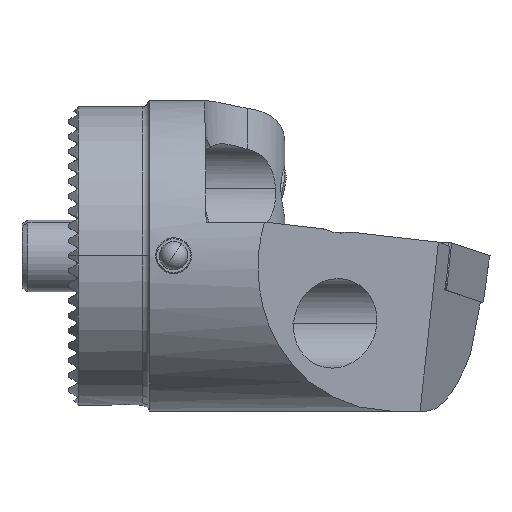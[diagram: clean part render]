
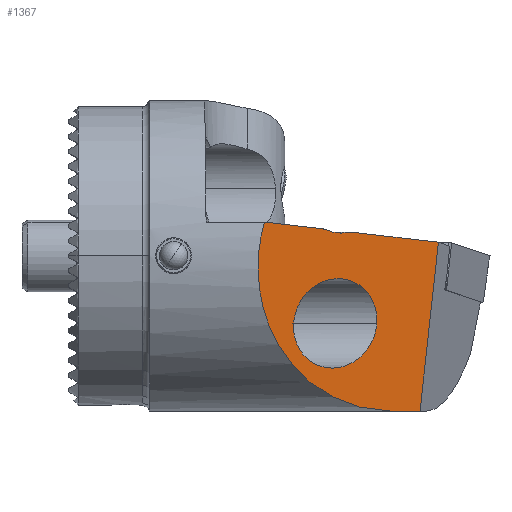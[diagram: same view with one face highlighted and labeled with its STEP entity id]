
A CAD part, top view. The second image highlights one B-rep face of the part: STEP entity #1367.
In plain terms, the highlighted planar face has unit normal (0.732, -0.051, 0.68).
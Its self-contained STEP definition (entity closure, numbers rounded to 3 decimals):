
#54 =( BOUNDED_CURVE ( )  B_SPLINE_CURVE ( 3, ( #1778, #10481, #5622, #11746 ),
 .UNSPECIFIED., .F., .F. ) 
 B_SPLINE_CURVE_WITH_KNOTS ( ( 4, 4 ),
 ( 4.211, 4.854 ),
 .UNSPECIFIED. ) 
 CURVE ( )  GEOMETRIC_REPRESENTATION_ITEM ( )  RATIONAL_B_SPLINE_CURVE ( ( 1., 0.966, 0.966, 1. ) ) 
 REPRESENTATION_ITEM ( '' )  );
#555 =( BOUNDED_CURVE ( )  B_SPLINE_CURVE ( 3, ( #8689, #13590, #6061, #16089 ),
 .UNSPECIFIED., .F., .T. ) 
 B_SPLINE_CURVE_WITH_KNOTS ( ( 4, 4 ),
 ( 1.646, 3.435 ),
 .UNSPECIFIED. ) 
 CURVE ( )  GEOMETRIC_REPRESENTATION_ITEM ( )  RATIONAL_B_SPLINE_CURVE ( ( 1., 0.751, 0.751, 1. ) ) 
 REPRESENTATION_ITEM ( '' )  );
#721 = DIRECTION ( 'NONE',  ( 0.108, 0.993, -0.042 ) ) ;
#744 = ORIENTED_EDGE ( 'NONE', *, *, #12035, .T. ) ;
#781 = VERTEX_POINT ( 'NONE', #2402 ) ;
#1367 = ADVANCED_FACE ( 'NONE', ( #9053, #14011 ), #10606, .F. ) ;
#1652 = VECTOR ( 'NONE', #2733, 1000. ) ;
#1778 = CARTESIAN_POINT ( 'NONE',  ( 21.149, 2.243, 7.208 ) ) ;
#1791 = CARTESIAN_POINT ( 'NONE',  ( 30.682, 1.155, -3.138 ) ) ;
#1970 = EDGE_CURVE ( 'NONE', #13576, #781, #15485, .T. ) ;
#2134 = CARTESIAN_POINT ( 'NONE',  ( 18.031, -13.157, 9.407 ) ) ;
#2254 = CARTESIAN_POINT ( 'NONE',  ( 21.149, 2.243, 7.208 ) ) ;
#2402 = CARTESIAN_POINT ( 'NONE',  ( 25.521, -5.657, 1.907 ) ) ;
#2733 = DIRECTION ( 'NONE',  ( -0.681, 0., 0.733 ) ) ;
#3183 = EDGE_CURVE ( 'NONE', #4927, #15323, #7813, .T. ) ;
#3350 = DIRECTION ( 'NONE',  ( -0.676, 0.077, 0.733 ) ) ;
#3920 = EDGE_LOOP ( 'NONE', ( #11912, #8088 ) ) ;
#4230 = EDGE_CURVE ( 'NONE', #6988, #8980, #5585, .T. ) ;
#4428 = VECTOR ( 'NONE', #3350, 1000. ) ;
#4583 = EDGE_CURVE ( 'NONE', #8980, #8450, #555, .T. ) ;
#4927 = VERTEX_POINT ( 'NONE', #1791 ) ;
#5046 = CARTESIAN_POINT ( 'NONE',  ( 18.555, -5.657, 9.407 ) ) ;
#5498 = ORIENTED_EDGE ( 'NONE', *, *, #16234, .T. ) ;
#5585 = LINE ( 'NONE', #12637, #1652 ) ;
#5586 = CARTESIAN_POINT ( 'NONE',  ( 16.097, 2.819, 12.691 ) ) ;
#5622 = CARTESIAN_POINT ( 'NONE',  ( 22.568, 1.819, 5.649 ) ) ;
#5794 = ORIENTED_EDGE ( 'NONE', *, *, #4230, .F. ) ;
#5860 = VERTEX_POINT ( 'NONE', #2254 ) ;
#6046 = CARTESIAN_POINT ( 'NONE',  ( 25.521, -5.657, 1.907 ) ) ;
#6061 = CARTESIAN_POINT ( 'NONE',  ( 13.669, -5.974, 14.644 ) ) ;
#6277 = CARTESIAN_POINT ( 'NONE',  ( 18.555, -5.657, 9.407 ) ) ;
#6416 = LINE ( 'NONE', #15558, #8608 ) ;
#6644 = DIRECTION ( 'NONE',  ( -0.681, 0., 0.733 ) ) ;
#6988 = VERTEX_POINT ( 'NONE', #9989 ) ;
#6998 = CARTESIAN_POINT ( 'NONE',  ( 18.555, -5.657, 9.407 ) ) ;
#7035 = AXIS2_PLACEMENT_3D ( 'NONE', #10385, #8082, #6644 ) ;
#7665 = EDGE_CURVE ( 'NONE', #5860, #15323, #54, .T. ) ;
#7813 = LINE ( 'NONE', #9656, #4428 ) ;
#8082 = DIRECTION ( 'NONE',  ( -0.732, 0.051, -0.68 ) ) ;
#8088 = ORIENTED_EDGE ( 'NONE', *, *, #1970, .F. ) ;
#8285 = CARTESIAN_POINT ( 'NONE',  ( 24.997, -13.157, 1.907 ) ) ;
#8450 = VERTEX_POINT ( 'NONE', #5586 ) ;
#8595 = EDGE_CURVE ( 'NONE', #781, #13576, #15279, .T. ) ;
#8608 = VECTOR ( 'NONE', #14436, 1000. ) ;
#8689 = CARTESIAN_POINT ( 'NONE',  ( 26.779, -13., 0. ) ) ;
#8980 = VERTEX_POINT ( 'NONE', #12268 ) ;
#9053 = FACE_BOUND ( 'NONE', #3920, .T. ) ;
#9656 = CARTESIAN_POINT ( 'NONE',  ( 31.437, 1.069, -3.958 ) ) ;
#9989 = CARTESIAN_POINT ( 'NONE',  ( 29.14, -13., -2.543 ) ) ;
#10385 = CARTESIAN_POINT ( 'NONE',  ( 30.682, 1.155, -3.138 ) ) ;
#10481 = CARTESIAN_POINT ( 'NONE',  ( 21.817, 1.904, 6.463 ) ) ;
#10606 = PLANE ( 'NONE',  #7035 ) ;
#10781 = CARTESIAN_POINT ( 'NONE',  ( 23.322, 1.995, 4.849 ) ) ;
#10812 = CARTESIAN_POINT ( 'NONE',  ( 30.682, 1.155, -3.138 ) ) ;
#11129 = ORIENTED_EDGE ( 'NONE', *, *, #3183, .T. ) ;
#11178 = CARTESIAN_POINT ( 'NONE',  ( 19.079, 1.843, 9.407 ) ) ;
#11236 = CARTESIAN_POINT ( 'NONE',  ( 26.044, 1.843, 1.907 ) ) ;
#11746 = CARTESIAN_POINT ( 'NONE',  ( 23.322, 1.995, 4.849 ) ) ;
#11912 = ORIENTED_EDGE ( 'NONE', *, *, #8595, .F. ) ;
#12035 = EDGE_CURVE ( 'NONE', #6988, #4927, #13428, .T. ) ;
#12268 = CARTESIAN_POINT ( 'NONE',  ( 26.779, -13., 0. ) ) ;
#12637 = CARTESIAN_POINT ( 'NONE',  ( 30.151, -13., -3.631 ) ) ;
#13018 = VECTOR ( 'NONE', #721, 1000. ) ;
#13357 = CARTESIAN_POINT ( 'NONE',  ( 25.521, -5.657, 1.907 ) ) ;
#13428 = LINE ( 'NONE', #10812, #13018 ) ;
#13576 = VERTEX_POINT ( 'NONE', #5046 ) ;
#13590 = CARTESIAN_POINT ( 'NONE',  ( 18.413, -13., 9.007 ) ) ;
#14011 = FACE_OUTER_BOUND ( 'NONE', #16300, .T. ) ;
#14163 = ORIENTED_EDGE ( 'NONE', *, *, #4583, .F. ) ;
#14378 = ORIENTED_EDGE ( 'NONE', *, *, #7665, .F. ) ;
#14436 = DIRECTION ( 'NONE',  ( -0.676, 0.077, 0.733 ) ) ;
#15279 =( BOUNDED_CURVE ( )  B_SPLINE_CURVE ( 3, ( #6046, #11236, #11178, #6277 ),
 .UNSPECIFIED., .F., .T. ) 
 B_SPLINE_CURVE_WITH_KNOTS ( ( 4, 4 ),
 ( 6.208, 9.35 ),
 .UNSPECIFIED. ) 
 CURVE ( )  GEOMETRIC_REPRESENTATION_ITEM ( )  RATIONAL_B_SPLINE_CURVE ( ( 1., 0.333, 0.333, 1. ) ) 
 REPRESENTATION_ITEM ( '' )  );
#15323 = VERTEX_POINT ( 'NONE', #10781 ) ;
#15485 =( BOUNDED_CURVE ( )  B_SPLINE_CURVE ( 3, ( #6998, #2134, #8285, #13357 ),
 .UNSPECIFIED., .F., .T. ) 
 B_SPLINE_CURVE_WITH_KNOTS ( ( 4, 4 ),
 ( 3.067, 6.208 ),
 .UNSPECIFIED. ) 
 CURVE ( )  GEOMETRIC_REPRESENTATION_ITEM ( )  RATIONAL_B_SPLINE_CURVE ( ( 1., 0.333, 0.333, 1. ) ) 
 REPRESENTATION_ITEM ( '' )  );
#15558 = CARTESIAN_POINT ( 'NONE',  ( 31.437, 1.069, -3.958 ) ) ;
#16089 = CARTESIAN_POINT ( 'NONE',  ( 16.097, 2.819, 12.691 ) ) ;
#16234 = EDGE_CURVE ( 'NONE', #5860, #8450, #6416, .T. ) ;
#16300 = EDGE_LOOP ( 'NONE', ( #14163, #5794, #744, #11129, #14378, #5498 ) ) ;
